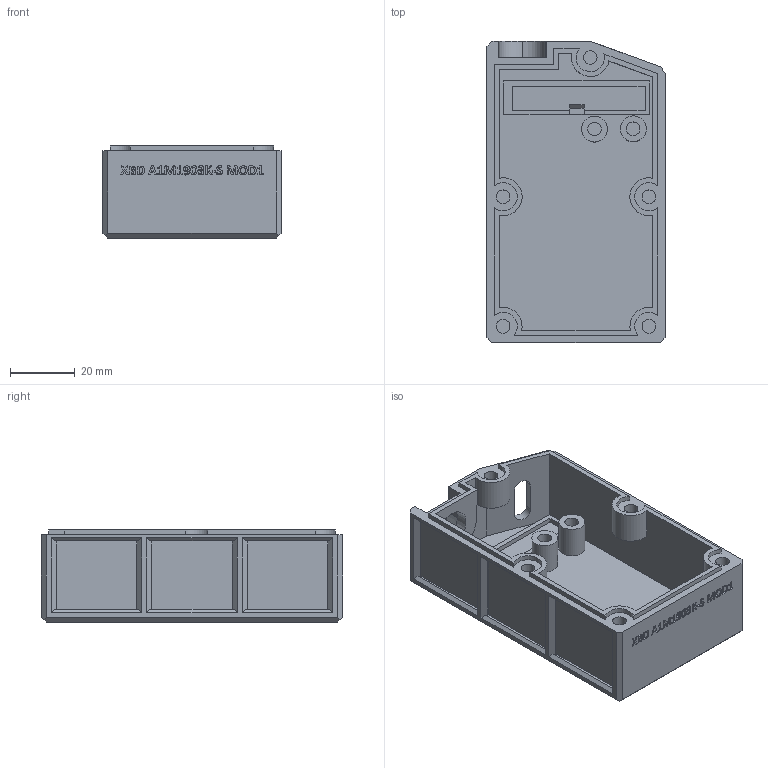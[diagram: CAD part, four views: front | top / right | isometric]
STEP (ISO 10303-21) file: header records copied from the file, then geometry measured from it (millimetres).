
FILE_DESCRIPTION(/* description */ (''),/* implementation_level */ '2;1');
FILE_NAME(/* name */ 'Lower Body.step',/* time_stamp */ '2025-04-28T12:00:47-05:00',/* author */ (''),/* organization */ (''),/* preprocessor_version */ 'ST-DEVELOPER v20.1',/* originating_system */ 'Autodesk Translation Framework v14.4.0.0',/* authorisation */ '');
FILE_SCHEMA (('AUTOMOTIVE_DESIGN { 1 0 10303 214 3 1 1 }'));
Length unit declared in the file: millimetre
Products named in the file (1): 2025-04-28-12-00-46-178
Bounding box: 55 x 93 x 28.5 mm (x, y, z)
Volume: 41550.4 mm3; surface area: 29447.6 mm2
Topology: 1 solids, 1 shells, 1433 faces, 3825 edges, 2549 vertices
Faces by surface type: plane 800, bspline 609, cylinder 24
Full cylindrical faces by diameter (mm): 4.2 x7, 8 x2, 12.4 x1
Entity records: 50017 total; most frequent: CARTESIAN_POINT 18356, ORIENTED_EDGE 7650, DIRECTION 4302, EDGE_CURVE 3825, LINE 2556, VECTOR 2556, VERTEX_POINT 2549, EDGE_LOOP 1592
